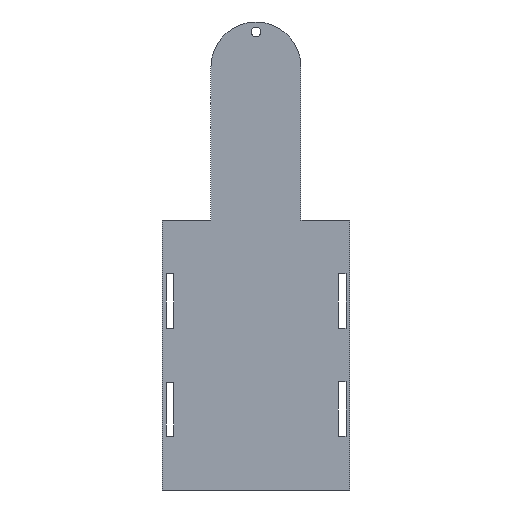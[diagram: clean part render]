
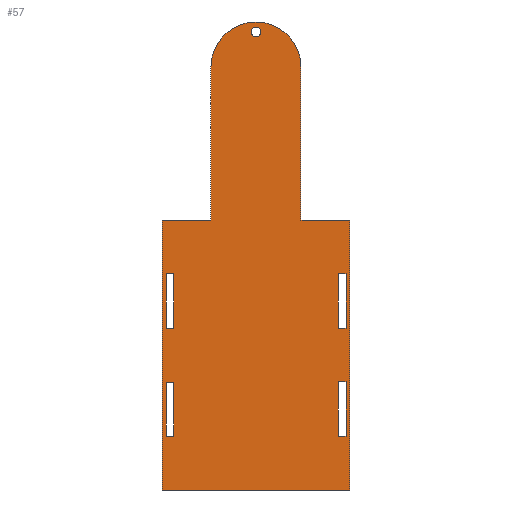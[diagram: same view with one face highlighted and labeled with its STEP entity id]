
A CAD part, front view. The second image highlights one B-rep face of the part: STEP entity #57.
In plain terms, the highlighted planar face has unit normal (0, -1, 0).
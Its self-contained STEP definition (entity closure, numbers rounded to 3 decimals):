
#57=ADVANCED_FACE('',(#308,#310,#312,#314,#316,#318),#320,.F.);
#308=FACE_BOUND('',#309,.T.);
#309=EDGE_LOOP('',(#527,#528,#529,#530,#531,#532,#533,#534));
#310=FACE_BOUND('',#311,.T.);
#311=EDGE_LOOP('',(#535));
#312=FACE_BOUND('',#313,.T.);
#313=EDGE_LOOP('',(#536,#537,#538,#539));
#314=FACE_BOUND('',#315,.T.);
#315=EDGE_LOOP('',(#540,#541,#542,#543));
#316=FACE_BOUND('',#317,.T.);
#317=EDGE_LOOP('',(#544,#545,#546,#547));
#318=FACE_BOUND('',#319,.T.);
#319=EDGE_LOOP('',(#548,#549,#550,#551));
#320=PLANE('',#321);
#321=AXIS2_PLACEMENT_3D('',#322,#323,#324);
#322=CARTESIAN_POINT('',(0.,0.,0.));
#323=DIRECTION('',(0.,1.,0.));
#324=DIRECTION('',(-1.,0.,0.));
#527=ORIENTED_EDGE('',*,*,#675,.F.);
#528=ORIENTED_EDGE('',*,*,#676,.F.);
#529=ORIENTED_EDGE('',*,*,#677,.F.);
#530=ORIENTED_EDGE('',*,*,#678,.F.);
#531=ORIENTED_EDGE('',*,*,#679,.F.);
#532=ORIENTED_EDGE('',*,*,#680,.F.);
#533=ORIENTED_EDGE('',*,*,#681,.F.);
#534=ORIENTED_EDGE('',*,*,#682,.T.);
#535=ORIENTED_EDGE('',*,*,#683,.T.);
#536=ORIENTED_EDGE('',*,*,#684,.T.);
#537=ORIENTED_EDGE('',*,*,#685,.T.);
#538=ORIENTED_EDGE('',*,*,#686,.T.);
#539=ORIENTED_EDGE('',*,*,#687,.T.);
#540=ORIENTED_EDGE('',*,*,#688,.T.);
#541=ORIENTED_EDGE('',*,*,#689,.T.);
#542=ORIENTED_EDGE('',*,*,#690,.T.);
#543=ORIENTED_EDGE('',*,*,#691,.T.);
#544=ORIENTED_EDGE('',*,*,#692,.T.);
#545=ORIENTED_EDGE('',*,*,#693,.T.);
#546=ORIENTED_EDGE('',*,*,#694,.T.);
#547=ORIENTED_EDGE('',*,*,#695,.T.);
#548=ORIENTED_EDGE('',*,*,#696,.T.);
#549=ORIENTED_EDGE('',*,*,#697,.T.);
#550=ORIENTED_EDGE('',*,*,#698,.T.);
#551=ORIENTED_EDGE('',*,*,#699,.T.);
#675=EDGE_CURVE('',#774,#775,#776,.F.);
#676=EDGE_CURVE('',#777,#774,#778,.T.);
#677=EDGE_CURVE('',#779,#777,#780,.T.);
#678=EDGE_CURVE('',#781,#779,#782,.T.);
#679=EDGE_CURVE('',#783,#781,#784,.T.);
#680=EDGE_CURVE('',#785,#783,#786,.T.);
#681=EDGE_CURVE('',#787,#785,#788,.T.);
#682=EDGE_CURVE('',#787,#775,#789,.T.);
#683=EDGE_CURVE('',#790,#790,#791,.F.);
#684=EDGE_CURVE('',#792,#793,#794,.T.);
#685=EDGE_CURVE('',#793,#795,#796,.T.);
#686=EDGE_CURVE('',#795,#797,#798,.T.);
#687=EDGE_CURVE('',#797,#792,#799,.T.);
#688=EDGE_CURVE('',#800,#801,#802,.T.);
#689=EDGE_CURVE('',#801,#803,#804,.T.);
#690=EDGE_CURVE('',#803,#805,#806,.T.);
#691=EDGE_CURVE('',#805,#800,#807,.T.);
#692=EDGE_CURVE('',#808,#809,#810,.T.);
#693=EDGE_CURVE('',#809,#811,#812,.T.);
#694=EDGE_CURVE('',#811,#813,#814,.T.);
#695=EDGE_CURVE('',#813,#808,#815,.T.);
#696=EDGE_CURVE('',#816,#817,#818,.T.);
#697=EDGE_CURVE('',#817,#819,#820,.T.);
#698=EDGE_CURVE('',#819,#821,#822,.T.);
#699=EDGE_CURVE('',#821,#816,#823,.T.);
#774=VERTEX_POINT('',#950);
#775=VERTEX_POINT('',#951);
#776=CIRCLE('',#952,25.);
#777=VERTEX_POINT('',#956);
#778=LINE('',#957,#958);
#779=VERTEX_POINT('',#960);
#780=LINE('',#961,#962);
#781=VERTEX_POINT('',#964);
#782=LINE('',#965,#966);
#783=VERTEX_POINT('',#968);
#784=LINE('',#969,#970);
#785=VERTEX_POINT('',#972);
#786=LINE('',#973,#974);
#787=VERTEX_POINT('',#976);
#788=LINE('',#977,#978);
#789=LINE('',#980,#981);
#790=VERTEX_POINT('',#983);
#791=CIRCLE('',#984,2.65);
#792=VERTEX_POINT('',#988);
#793=VERTEX_POINT('',#989);
#794=LINE('',#990,#991);
#795=VERTEX_POINT('',#993);
#796=LINE('',#994,#995);
#797=VERTEX_POINT('',#997);
#798=LINE('',#998,#999);
#799=LINE('',#1001,#1002);
#800=VERTEX_POINT('',#1004);
#801=VERTEX_POINT('',#1005);
#802=LINE('',#1006,#1007);
#803=VERTEX_POINT('',#1009);
#804=LINE('',#1010,#1011);
#805=VERTEX_POINT('',#1013);
#806=LINE('',#1014,#1015);
#807=LINE('',#1017,#1018);
#808=VERTEX_POINT('',#1020);
#809=VERTEX_POINT('',#1021);
#810=LINE('',#1022,#1023);
#811=VERTEX_POINT('',#1025);
#812=LINE('',#1026,#1027);
#813=VERTEX_POINT('',#1029);
#814=LINE('',#1030,#1031);
#815=LINE('',#1033,#1034);
#816=VERTEX_POINT('',#1036);
#817=VERTEX_POINT('',#1037);
#818=LINE('',#1038,#1039);
#819=VERTEX_POINT('',#1041);
#820=LINE('',#1042,#1043);
#821=VERTEX_POINT('',#1045);
#822=LINE('',#1046,#1047);
#823=LINE('',#1049,#1050);
#950=CARTESIAN_POINT('',(-25.,0.,160.));
#951=CARTESIAN_POINT('',(25.,0.,160.));
#952=AXIS2_PLACEMENT_3D('',#953,#954,#955);
#953=CARTESIAN_POINT('',(0.,0.,160.));
#954=DIRECTION('',(0.,-1.,0.));
#955=DIRECTION('',(1.,0.,0.));
#956=CARTESIAN_POINT('',(-25.,0.,75.));
#957=CARTESIAN_POINT('',(-25.,0.,75.));
#958=VECTOR('',#959,1.);
#959=DIRECTION('',(0.,0.,1.));
#960=CARTESIAN_POINT('',(-52.,0.,75.));
#961=CARTESIAN_POINT('',(-52.,0.,75.));
#962=VECTOR('',#963,1.);
#963=DIRECTION('',(1.,0.,0.));
#964=CARTESIAN_POINT('',(-52.,0.,-75.));
#965=CARTESIAN_POINT('',(-52.,0.,-75.));
#966=VECTOR('',#967,1.);
#967=DIRECTION('',(0.,0.,1.));
#968=CARTESIAN_POINT('',(52.,0.,-75.));
#969=CARTESIAN_POINT('',(52.,0.,-75.));
#970=VECTOR('',#971,1.);
#971=DIRECTION('',(-1.,0.,0.));
#972=CARTESIAN_POINT('',(52.,0.,75.));
#973=CARTESIAN_POINT('',(52.,0.,75.));
#974=VECTOR('',#975,1.);
#975=DIRECTION('',(0.,0.,-1.));
#976=CARTESIAN_POINT('',(25.,0.,75.));
#977=CARTESIAN_POINT('',(25.,0.,75.));
#978=VECTOR('',#979,1.);
#979=DIRECTION('',(1.,0.,0.));
#980=CARTESIAN_POINT('',(25.,0.,75.));
#981=VECTOR('',#982,1.);
#982=DIRECTION('',(0.,0.,1.));
#983=CARTESIAN_POINT('',(2.65,0.,179.5));
#984=AXIS2_PLACEMENT_3D('',#985,#986,#987);
#985=CARTESIAN_POINT('',(0.,0.,179.5));
#986=DIRECTION('',(0.,-1.,0.));
#987=DIRECTION('',(1.,0.,0.));
#988=CARTESIAN_POINT('',(-50.,0.,-15.2));
#989=CARTESIAN_POINT('',(-45.8,0.,-15.2));
#990=CARTESIAN_POINT('',(-50.,0.,-15.2));
#991=VECTOR('',#992,1.);
#992=DIRECTION('',(1.,0.,0.));
#993=CARTESIAN_POINT('',(-45.8,0.,-45.1));
#994=CARTESIAN_POINT('',(-45.8,0.,-15.2));
#995=VECTOR('',#996,1.);
#996=DIRECTION('',(0.,0.,-1.));
#997=CARTESIAN_POINT('',(-50.,0.,-45.1));
#998=CARTESIAN_POINT('',(-45.8,0.,-45.1));
#999=VECTOR('',#1000,1.);
#1000=DIRECTION('',(-1.,0.,0.));
#1001=CARTESIAN_POINT('',(-50.,0.,-45.1));
#1002=VECTOR('',#1003,1.);
#1003=DIRECTION('',(0.,0.,1.));
#1004=CARTESIAN_POINT('',(-50.,0.,45.1));
#1005=CARTESIAN_POINT('',(-45.8,0.,45.1));
#1006=CARTESIAN_POINT('',(-50.,0.,45.1));
#1007=VECTOR('',#1008,1.);
#1008=DIRECTION('',(1.,0.,0.));
#1009=CARTESIAN_POINT('',(-45.8,0.,14.9));
#1010=CARTESIAN_POINT('',(-45.8,0.,45.1));
#1011=VECTOR('',#1012,1.);
#1012=DIRECTION('',(0.,0.,-1.));
#1013=CARTESIAN_POINT('',(-50.,0.,14.9));
#1014=CARTESIAN_POINT('',(-45.8,0.,14.9));
#1015=VECTOR('',#1016,1.);
#1016=DIRECTION('',(-1.,0.,0.));
#1017=CARTESIAN_POINT('',(-50.,0.,14.9));
#1018=VECTOR('',#1019,1.);
#1019=DIRECTION('',(0.,0.,1.));
#1020=CARTESIAN_POINT('',(45.8,0.,-14.9));
#1021=CARTESIAN_POINT('',(50.,0.,-14.9));
#1022=CARTESIAN_POINT('',(45.8,0.,-14.9));
#1023=VECTOR('',#1024,1.);
#1024=DIRECTION('',(1.,0.,0.));
#1025=CARTESIAN_POINT('',(50.,0.,-45.1));
#1026=CARTESIAN_POINT('',(50.,0.,-14.9));
#1027=VECTOR('',#1028,1.);
#1028=DIRECTION('',(0.,0.,-1.));
#1029=CARTESIAN_POINT('',(45.8,0.,-45.1));
#1030=CARTESIAN_POINT('',(50.,0.,-45.1));
#1031=VECTOR('',#1032,1.);
#1032=DIRECTION('',(-1.,0.,0.));
#1033=CARTESIAN_POINT('',(45.8,0.,-45.1));
#1034=VECTOR('',#1035,1.);
#1035=DIRECTION('',(0.,0.,1.));
#1036=CARTESIAN_POINT('',(45.8,0.,45.1));
#1037=CARTESIAN_POINT('',(50.,0.,45.1));
#1038=CARTESIAN_POINT('',(45.8,0.,45.1));
#1039=VECTOR('',#1040,1.);
#1040=DIRECTION('',(1.,0.,0.));
#1041=CARTESIAN_POINT('',(50.,0.,14.9));
#1042=CARTESIAN_POINT('',(50.,0.,45.1));
#1043=VECTOR('',#1044,1.);
#1044=DIRECTION('',(0.,0.,-1.));
#1045=CARTESIAN_POINT('',(45.8,0.,14.9));
#1046=CARTESIAN_POINT('',(50.,0.,14.9));
#1047=VECTOR('',#1048,1.);
#1048=DIRECTION('',(-1.,0.,0.));
#1049=CARTESIAN_POINT('',(45.8,0.,14.9));
#1050=VECTOR('',#1051,1.);
#1051=DIRECTION('',(0.,0.,1.));
